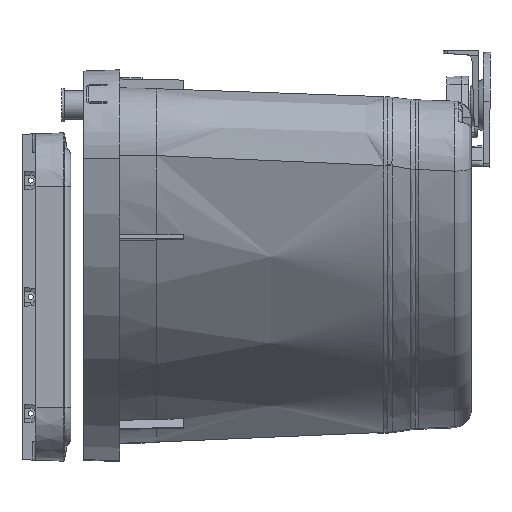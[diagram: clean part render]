
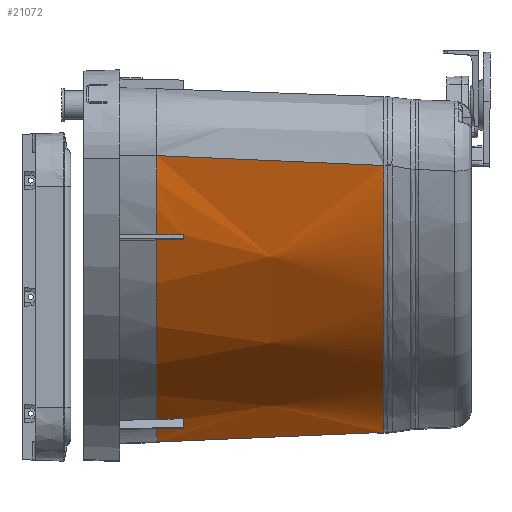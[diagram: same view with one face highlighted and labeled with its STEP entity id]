
A CAD part, left-side view. The second image highlights one B-rep face of the part: STEP entity #21072.
In plain terms, the highlighted conical face has half-angle 2 degrees and reference radius 288.77 mm.
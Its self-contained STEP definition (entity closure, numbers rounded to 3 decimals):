
#2035=CARTESIAN_POINT('',(0.,125.,0.));
#2036=DIRECTION('',(0.,1.,0.));
#2037=DIRECTION('',(-0.181,0.,-0.983));
#2038=AXIS2_PLACEMENT_3D('',#2035,#2036,#2037);
#2043=CARTESIAN_POINT('',(-43.18,320.,
-288.966));
#2044=CARTESIAN_POINT('',(-44.622,286.601,
-287.572));
#2045=CARTESIAN_POINT('',(-47.476,220.702,
-284.791));
#2046=CARTESIAN_POINT('',(-50.268,156.601,
-282.028));
#2047=CARTESIAN_POINT('',(-51.648,125.,-280.652));
#2052=CARTESIAN_POINT('',(0.,320.,0.));
#2053=DIRECTION('',(0.,1.,0.));
#2054=DIRECTION('',(-0.148,0.,-0.989));
#2055=AXIS2_PLACEMENT_3D('',#2052,#2053,#2054);
#2060=CARTESIAN_POINT('',(-110.812,297.,-269.477));
#2061=CARTESIAN_POINT('',(-110.884,304.667,
-269.737));
#2062=CARTESIAN_POINT('',(-110.955,312.333,
-269.997));
#2063=CARTESIAN_POINT('',(-111.027,320.,-270.257));
#2068=CARTESIAN_POINT('',(0.,297.,0.));
#2069=DIRECTION('',(0.,1.,0.));
#2070=DIRECTION('',(-0.38,0.,-0.925));
#2071=AXIS2_PLACEMENT_3D('',#2068,#2069,#2070);
#2076=CARTESIAN_POINT('',(-112.593,320.,-269.609));
#2077=CARTESIAN_POINT('',(-112.46,312.333,
-269.374));
#2078=CARTESIAN_POINT('',(-112.327,304.667,
-269.14));
#2079=CARTESIAN_POINT('',(-112.193,297.,-268.905));
#2084=CARTESIAN_POINT('',(0.,320.,0.));
#2085=DIRECTION('',(0.,1.,0.));
#2086=DIRECTION('',(-0.385,0.,-0.923));
#2087=AXIS2_PLACEMENT_3D('',#2084,#2085,#2086);
#2092=CARTESIAN_POINT('',(-268.905,297.,-112.193));
#2093=CARTESIAN_POINT('',(-269.14,304.667,
-112.327));
#2094=CARTESIAN_POINT('',(-269.374,312.333,
-112.46));
#2095=CARTESIAN_POINT('',(-269.609,320.,-112.593));
#2100=CARTESIAN_POINT('',(0.,297.,0.));
#2101=DIRECTION('',(0.,1.,0.));
#2102=DIRECTION('',(-0.923,0.,-0.385));
#2103=AXIS2_PLACEMENT_3D('',#2100,#2101,#2102);
#2108=CARTESIAN_POINT('',(-270.257,320.,-111.027));
#2109=CARTESIAN_POINT('',(-269.997,312.333,
-110.955));
#2110=CARTESIAN_POINT('',(-269.737,304.667,
-110.884));
#2111=CARTESIAN_POINT('',(-269.477,297.,-110.812));
#2116=CARTESIAN_POINT('',(0.,320.,0.));
#2117=DIRECTION('',(0.,1.,0.));
#2118=DIRECTION('',(-0.925,0.,-0.38));
#2119=AXIS2_PLACEMENT_3D('',#2116,#2117,#2118);
#2124=CARTESIAN_POINT('',(-288.966,320.,
-43.18));
#2125=CARTESIAN_POINT('',(-287.572,286.602,
-44.622));
#2126=CARTESIAN_POINT('',(-284.791,220.703,
-47.476));
#2127=CARTESIAN_POINT('',(-282.028,156.602,
-50.268));
#2128=CARTESIAN_POINT('',(-280.652,125.,-51.648));
#2467=CARTESIAN_POINT('',(-288.966,320.,
-43.18));
#3863=CARTESIAN_POINT('',(-43.18,320.,
-288.966));
#17975=VERTEX_POINT('',#2467);
#17978=VERTEX_POINT('',#3863);
#18361=CARTESIAN_POINT('',(-110.812,297.,-269.477));
#18362=CARTESIAN_POINT('',(-112.193,297.,-268.905));
#18363=VERTEX_POINT('',#18361);
#18364=VERTEX_POINT('',#18362);
#18365=VERTEX_POINT('',#2076);
#18366=VERTEX_POINT('',#2063);
#18379=CARTESIAN_POINT('',(-269.609,320.,-112.593));
#18380=VERTEX_POINT('',#18379);
#18381=CARTESIAN_POINT('',(-268.905,297.,-112.193));
#18382=CARTESIAN_POINT('',(-269.477,297.,-110.812));
#18383=VERTEX_POINT('',#18381);
#18384=VERTEX_POINT('',#18382);
#18385=VERTEX_POINT('',#2108);
#18748=CARTESIAN_POINT('',(-51.648,125.,-280.652));
#18749=CARTESIAN_POINT('',(-280.652,125.,-51.648));
#18750=VERTEX_POINT('',#18748);
#18751=VERTEX_POINT('',#18749);
#21042=CARTESIAN_POINT('',(0.,222.5,0.));
#21043=DIRECTION('',(0.,1.,0.));
#21044=DIRECTION('',(1.,0.,0.));
#21045=AXIS2_PLACEMENT_3D('',#21042,#21043,#21044);
#21046=CONICAL_SURFACE('',#21045,288.77,2.);
#21048=ORIENTED_EDGE('',*,*,#21047,.F.);
#21050=ORIENTED_EDGE('',*,*,#21049,.F.);
#21052=ORIENTED_EDGE('',*,*,#21051,.T.);
#21054=ORIENTED_EDGE('',*,*,#21053,.F.);
#21056=ORIENTED_EDGE('',*,*,#21055,.T.);
#21057=ORIENTED_EDGE('',*,*,#21025,.F.);
#21059=ORIENTED_EDGE('',*,*,#21058,.T.);
#21061=ORIENTED_EDGE('',*,*,#21060,.F.);
#21063=ORIENTED_EDGE('',*,*,#21062,.T.);
#21065=ORIENTED_EDGE('',*,*,#21064,.F.);
#21067=ORIENTED_EDGE('',*,*,#21066,.T.);
#21069=ORIENTED_EDGE('',*,*,#21068,.T.);
#21070=EDGE_LOOP('',(#21048,#21050,#21052,#21054,#21056,#21057,#21059,#21061,
#21063,#21065,#21067,#21069));
#21071=FACE_OUTER_BOUND('',#21070,.F.);
#2039=CIRCLE('',#2038,285.365);
#2048=B_SPLINE_CURVE_WITH_KNOTS('',3,(#2043,#2044,#2045,#2046,#2047),
.UNSPECIFIED.,.F.,.F.,(4,1,4),(0.,0.5,1.),.UNSPECIFIED.);
#2056=CIRCLE('',#2055,292.175);
#2064=B_SPLINE_CURVE_WITH_KNOTS('',3,(#2060,#2061,#2062,#2063),.UNSPECIFIED.,
.F.,.F.,(4,4),(0.,1.),.UNSPECIFIED.);
#2072=CIRCLE('',#2071,291.371);
#2080=B_SPLINE_CURVE_WITH_KNOTS('',3,(#2076,#2077,#2078,#2079),.UNSPECIFIED.,
.F.,.F.,(4,4),(0.,1.),.UNSPECIFIED.);
#2088=CIRCLE('',#2087,292.175);
#2096=B_SPLINE_CURVE_WITH_KNOTS('',3,(#2092,#2093,#2094,#2095),.UNSPECIFIED.,
.F.,.F.,(4,4),(0.,1.),.UNSPECIFIED.);
#2104=CIRCLE('',#2103,291.371);
#2112=B_SPLINE_CURVE_WITH_KNOTS('',3,(#2108,#2109,#2110,#2111),.UNSPECIFIED.,
.F.,.F.,(4,4),(0.,1.),.UNSPECIFIED.);
#2120=CIRCLE('',#2119,292.175);
#2129=B_SPLINE_CURVE_WITH_KNOTS('',3,(#2124,#2125,#2126,#2127,#2128),
.UNSPECIFIED.,.F.,.F.,(4,1,4),(0.,0.5,1.),.UNSPECIFIED.);
#21025=EDGE_CURVE('',#18365,#18364,#2080,.T.);
#21047=EDGE_CURVE('',#18750,#18751,#2039,.T.);
#21049=EDGE_CURVE('',#17978,#18750,#2048,.T.);
#21051=EDGE_CURVE('',#17978,#18366,#2056,.T.);
#21053=EDGE_CURVE('',#18363,#18366,#2064,.T.);
#21055=EDGE_CURVE('',#18363,#18364,#2072,.T.);
#21058=EDGE_CURVE('',#18365,#18380,#2088,.T.);
#21060=EDGE_CURVE('',#18383,#18380,#2096,.T.);
#21062=EDGE_CURVE('',#18383,#18384,#2104,.T.);
#21064=EDGE_CURVE('',#18385,#18384,#2112,.T.);
#21066=EDGE_CURVE('',#18385,#17975,#2120,.T.);
#21068=EDGE_CURVE('',#17975,#18751,#2129,.T.);
#21072=ADVANCED_FACE('',(#21071),#21046,.T.);
